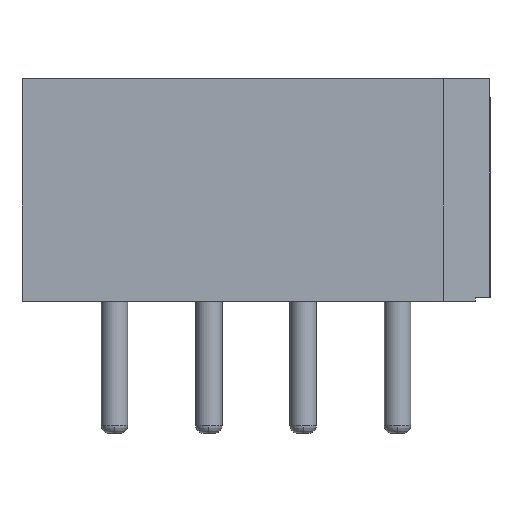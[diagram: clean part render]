
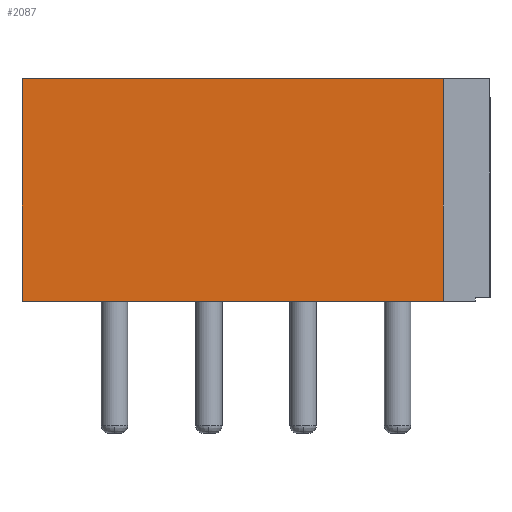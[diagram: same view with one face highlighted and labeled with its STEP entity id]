
A CAD part, front view. The second image highlights one B-rep face of the part: STEP entity #2087.
In plain terms, the highlighted planar face has unit normal (0, -1, 0).
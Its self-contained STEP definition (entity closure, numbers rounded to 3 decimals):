
#1121 = VERTEX_POINT('',#1122);
#1122 = CARTESIAN_POINT('',(-2.45,-1.8,5.9));
#1128 = EDGE_CURVE('',#1121,#1129,#1131,.T.);
#1129 = VERTEX_POINT('',#1130);
#1130 = CARTESIAN_POINT('',(8.71,-1.8,5.9));
#1131 = LINE('',#1132,#1133);
#1132 = CARTESIAN_POINT('',(-2.45,-1.8,5.9)
  );
#1133 = VECTOR('',#1134,1.);
#1134 = DIRECTION('',(1.,0.,0.));
#2058 = VERTEX_POINT('',#2059);
#2059 = CARTESIAN_POINT('',(-2.45,-1.8,0.));
#2065 = EDGE_CURVE('',#2058,#1121,#2066,.T.);
#2066 = LINE('',#2067,#2068);
#2067 = CARTESIAN_POINT('',(-2.45,-1.8,0.));
#2068 = VECTOR('',#2069,1.);
#2069 = DIRECTION('',(0.,0.,1.));
#2087 = ADVANCED_FACE('',(#2088),#2106,.T.);
#2088 = FACE_BOUND('',#2089,.T.);
#2089 = EDGE_LOOP('',(#2090,#2098,#2099,#2100));
#2090 = ORIENTED_EDGE('',*,*,#2091,.T.);
#2091 = EDGE_CURVE('',#2092,#1129,#2094,.T.);
#2092 = VERTEX_POINT('',#2093);
#2093 = CARTESIAN_POINT('',(8.71,-1.8,0.));
#2094 = LINE('',#2095,#2096);
#2095 = CARTESIAN_POINT('',(8.71,-1.8,0.));
#2096 = VECTOR('',#2097,1.);
#2097 = DIRECTION('',(0.,0.,1.));
#2098 = ORIENTED_EDGE('',*,*,#1128,.F.);
#2099 = ORIENTED_EDGE('',*,*,#2065,.F.);
#2100 = ORIENTED_EDGE('',*,*,#2101,.T.);
#2101 = EDGE_CURVE('',#2058,#2092,#2102,.T.);
#2102 = LINE('',#2103,#2104);
#2103 = CARTESIAN_POINT('',(-2.45,-1.8,0.));
#2104 = VECTOR('',#2105,1.);
#2105 = DIRECTION('',(1.,0.,0.));
#2106 = PLANE('',#2107);
#2107 = AXIS2_PLACEMENT_3D('',#2108,#2109,#2110);
#2108 = CARTESIAN_POINT('',(-2.45,-1.8,0.));
#2109 = DIRECTION('',(0.,-1.,0.));
#2110 = DIRECTION('',(0.,0.,-1.));
